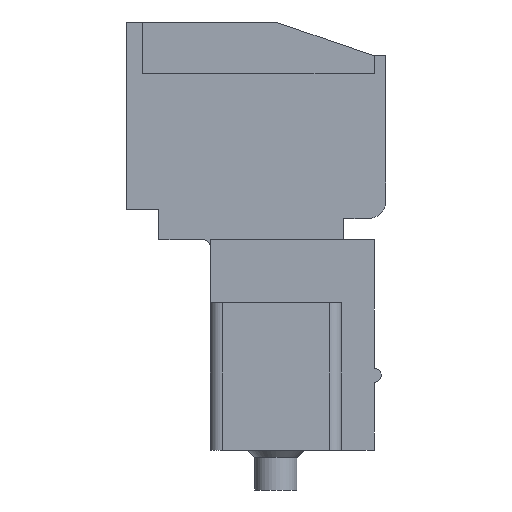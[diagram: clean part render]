
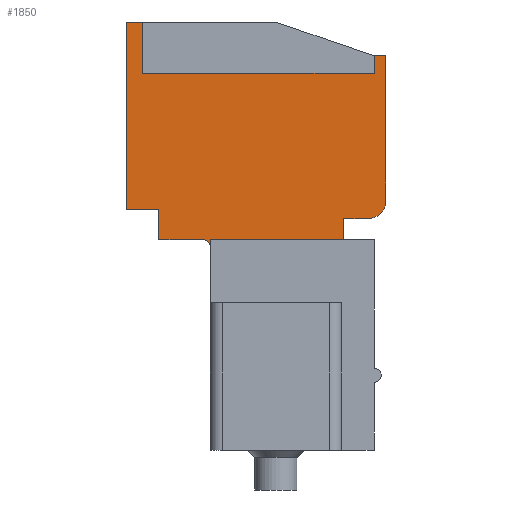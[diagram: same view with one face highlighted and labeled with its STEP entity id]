
A CAD part, left-side view. The second image highlights one B-rep face of the part: STEP entity #1850.
In plain terms, the highlighted planar face has unit normal (-1, 0, 0).
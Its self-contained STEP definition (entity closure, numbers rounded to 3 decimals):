
#1850 = ADVANCED_FACE( '', ( #4206 ), #4207, .T. );
#4206 = FACE_OUTER_BOUND( '', #7304, .T. );
#4207 = PLANE( '', #7305 );
#7304 = EDGE_LOOP( '', ( #11928, #11929, #11930, #11931, #11932, #11933, #11934, #11935, #11936, #11937, #11938, #11939, #11940, #11941, #11942, #11943 ) );
#7305 = AXIS2_PLACEMENT_3D( '', #11944, #11945, #11946 );
#11928 = ORIENTED_EDGE( '', *, *, #20018, .F. );
#11929 = ORIENTED_EDGE( '', *, *, #20019, .F. );
#11930 = ORIENTED_EDGE( '', *, *, #20020, .T. );
#11931 = ORIENTED_EDGE( '', *, *, #20021, .T. );
#11932 = ORIENTED_EDGE( '', *, *, #20022, .T. );
#11933 = ORIENTED_EDGE( '', *, *, #19168, .T. );
#11934 = ORIENTED_EDGE( '', *, *, #19574, .T. );
#11935 = ORIENTED_EDGE( '', *, *, #19027, .T. );
#11936 = ORIENTED_EDGE( '', *, *, #20023, .T. );
#11937 = ORIENTED_EDGE( '', *, *, #20024, .T. );
#11938 = ORIENTED_EDGE( '', *, *, #20025, .T. );
#11939 = ORIENTED_EDGE( '', *, *, #20026, .T. );
#11940 = ORIENTED_EDGE( '', *, *, #20027, .T. );
#11941 = ORIENTED_EDGE( '', *, *, #20028, .F. );
#11942 = ORIENTED_EDGE( '', *, *, #20029, .T. );
#11943 = ORIENTED_EDGE( '', *, *, #20030, .T. );
#11944 = CARTESIAN_POINT( '', ( -15.24, 0., 0. ) );
#11945 = DIRECTION( '', ( -1., 0., 0. ) );
#11946 = DIRECTION( '', ( 0., 0., 1. ) );
#19027 = EDGE_CURVE( '', #22908, #22909, #22910, .T. );
#19168 = EDGE_CURVE( '', #23155, #23156, #23157, .T. );
#19574 = EDGE_CURVE( '', #23156, #22908, #23836, .T. );
#20018 = EDGE_CURVE( '', #24549, #24550, #24551, .T. );
#20019 = EDGE_CURVE( '', #24552, #24549, #24553, .T. );
#20020 = EDGE_CURVE( '', #24552, #24554, #24555, .T. );
#20021 = EDGE_CURVE( '', #24554, #24556, #24557, .T. );
#20022 = EDGE_CURVE( '', #24556, #23155, #24558, .T. );
#20023 = EDGE_CURVE( '', #22909, #24559, #24560, .F. );
#20024 = EDGE_CURVE( '', #24559, #24561, #24562, .T. );
#20025 = EDGE_CURVE( '', #24561, #24563, #24564, .T. );
#20026 = EDGE_CURVE( '', #24563, #24565, #24566, .T. );
#20027 = EDGE_CURVE( '', #24565, #24567, #24568, .T. );
#20028 = EDGE_CURVE( '', #24569, #24567, #24570, .F. );
#20029 = EDGE_CURVE( '', #24569, #24571, #24572, .T. );
#20030 = EDGE_CURVE( '', #24571, #24550, #24573, .T. );
#22908 = VERTEX_POINT( '', #28533 );
#22909 = VERTEX_POINT( '', #28534 );
#22910 = LINE( '', #28535, #28536 );
#23155 = VERTEX_POINT( '', #28891 );
#23156 = VERTEX_POINT( '', #28892 );
#23157 = LINE( '', #28893, #28894 );
#23836 = LINE( '', #29895, #29896 );
#24549 = VERTEX_POINT( '', #30925 );
#24550 = VERTEX_POINT( '', #30926 );
#24551 = LINE( '', #30927, #30928 );
#24552 = VERTEX_POINT( '', #30929 );
#24553 = LINE( '', #30930, #30931 );
#24554 = VERTEX_POINT( '', #30932 );
#24555 = LINE( '', #30933, #30934 );
#24556 = VERTEX_POINT( '', #30935 );
#24557 = LINE( '', #30936, #30937 );
#24558 = LINE( '', #30938, #30939 );
#24559 = VERTEX_POINT( '', #30940 );
#24560 = CIRCLE( '', #30941, 0.3 );
#24561 = VERTEX_POINT( '', #30942 );
#24562 = LINE( '', #30943, #30944 );
#24563 = VERTEX_POINT( '', #30945 );
#24564 = LINE( '', #30946, #30947 );
#24565 = VERTEX_POINT( '', #30948 );
#24566 = LINE( '', #30949, #30950 );
#24567 = VERTEX_POINT( '', #30951 );
#24568 = LINE( '', #30952, #30953 );
#24569 = VERTEX_POINT( '', #30954 );
#24570 = CIRCLE( '', #30955, 0.75 );
#24571 = VERTEX_POINT( '', #30956 );
#24572 = LINE( '', #30957, #30958 );
#24573 = LINE( '', #30959, #30960 );
#28533 = CARTESIAN_POINT( '', ( -15.24, 5.1, -1.3 ) );
#28534 = CARTESIAN_POINT( '', ( -15.24, 3.2, -1.3 ) );
#28535 = CARTESIAN_POINT( '', ( -15.24, 2.9, -1.3 ) );
#28536 = VECTOR( '', #35679, 1000. );
#28891 = CARTESIAN_POINT( '', ( -15.24, 6.5, 0. ) );
#28892 = CARTESIAN_POINT( '', ( -15.24, 5.1, 0. ) );
#28893 = CARTESIAN_POINT( '', ( -15.24, 5.1, 0. ) );
#28894 = VECTOR( '', #35813, 1000. );
#29895 = CARTESIAN_POINT( '', ( -15.24, 5.1, -1.3 ) );
#29896 = VECTOR( '', #36181, 1000. );
#30925 = CARTESIAN_POINT( '', ( -15.24, -4.1, 5.8 ) );
#30926 = CARTESIAN_POINT( '', ( -15.24, -4.1, 6.55 ) );
#30927 = CARTESIAN_POINT( '', ( -15.24, -4.1, 5.8 ) );
#30928 = VECTOR( '', #36591, 1000. );
#30929 = CARTESIAN_POINT( '', ( -15.24, 5.8, 5.8 ) );
#30930 = CARTESIAN_POINT( '', ( -15.24, 5.8, 5.8 ) );
#30931 = VECTOR( '', #36592, 1000. );
#30932 = CARTESIAN_POINT( '', ( -15.24, 5.8, 8. ) );
#30933 = CARTESIAN_POINT( '', ( -15.24, 5.8, 5.8 ) );
#30934 = VECTOR( '', #36593, 1000. );
#30935 = CARTESIAN_POINT( '', ( -15.24, 6.5, 8. ) );
#30936 = CARTESIAN_POINT( '', ( -15.24, -4.6, 8. ) );
#30937 = VECTOR( '', #36594, 1000. );
#30938 = CARTESIAN_POINT( '', ( -15.24, 6.5, 8. ) );
#30939 = VECTOR( '', #36595, 1000. );
#30940 = CARTESIAN_POINT( '', ( -15.24, 2.9, -1.6 ) );
#30941 = AXIS2_PLACEMENT_3D( '', #36596, #36597, #36598 );
#30942 = CARTESIAN_POINT( '', ( -15.24, 2.9, -1.3 ) );
#30943 = CARTESIAN_POINT( '', ( -15.24, 2.9, -1.6 ) );
#30944 = VECTOR( '', #36599, 1000. );
#30945 = CARTESIAN_POINT( '', ( -15.24, -2.8, -1.3 ) );
#30946 = CARTESIAN_POINT( '', ( -15.24, 2.9, -1.3 ) );
#30947 = VECTOR( '', #36600, 1000. );
#30948 = CARTESIAN_POINT( '', ( -15.24, -2.8, -0.4 ) );
#30949 = CARTESIAN_POINT( '', ( -15.24, -2.8, -0.4 ) );
#30950 = VECTOR( '', #36601, 1000. );
#30951 = CARTESIAN_POINT( '', ( -15.24, -3.85, -0.4 ) );
#30952 = CARTESIAN_POINT( '', ( -15.24, -4.6, -0.4 ) );
#30953 = VECTOR( '', #36602, 1000. );
#30954 = CARTESIAN_POINT( '', ( -15.24, -4.6, 0.35 ) );
#30955 = AXIS2_PLACEMENT_3D( '', #36603, #36604, #36605 );
#30956 = CARTESIAN_POINT( '', ( -15.24, -4.6, 6.55 ) );
#30957 = CARTESIAN_POINT( '', ( -15.24, -4.6, -1.3 ) );
#30958 = VECTOR( '', #36606, 1000. );
#30959 = CARTESIAN_POINT( '', ( -15.24, -4.6, 6.55 ) );
#30960 = VECTOR( '', #36607, 1000. );
#35679 = DIRECTION( '', ( 0., -1., 0. ) );
#35813 = DIRECTION( '', ( 0., -1., 0. ) );
#36181 = DIRECTION( '', ( 0., 0., -1. ) );
#36591 = DIRECTION( '', ( 0., 0., 1. ) );
#36592 = DIRECTION( '', ( 0., -1., 0. ) );
#36593 = DIRECTION( '', ( 0., 0., 1. ) );
#36594 = DIRECTION( '', ( 0., 1., 0. ) );
#36595 = DIRECTION( '', ( 0., 0., -1. ) );
#36596 = CARTESIAN_POINT( '', ( -15.24, 3.2, -1.6 ) );
#36597 = DIRECTION( '', ( -1., 0., 0. ) );
#36598 = DIRECTION( '', ( 0., 0., 1. ) );
#36599 = DIRECTION( '', ( 0., 0., 1. ) );
#36600 = DIRECTION( '', ( 0., -1., 0. ) );
#36601 = DIRECTION( '', ( 0., 0., 1. ) );
#36602 = DIRECTION( '', ( 0., -1., 0. ) );
#36603 = CARTESIAN_POINT( '', ( -15.24, -3.85, 0.35 ) );
#36604 = DIRECTION( '', ( -1., 0., 0. ) );
#36605 = DIRECTION( '', ( 0., 0., 1. ) );
#36606 = DIRECTION( '', ( 0., 0., 1. ) );
#36607 = DIRECTION( '', ( 0., 1., 0. ) );
